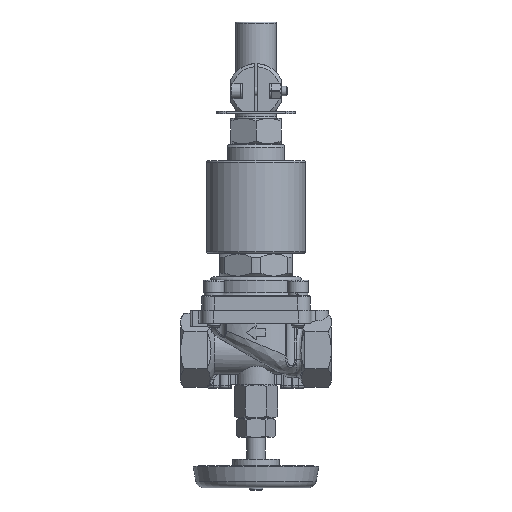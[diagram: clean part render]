
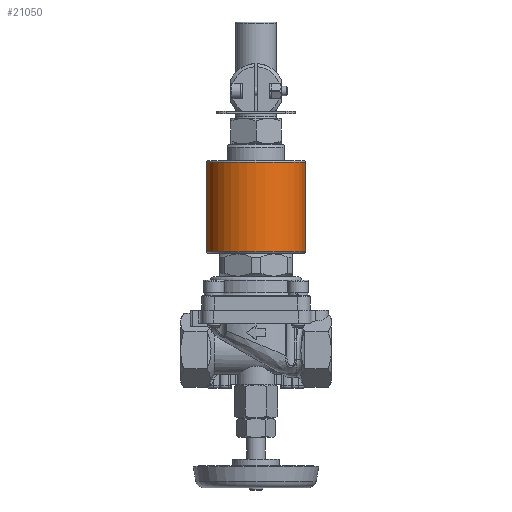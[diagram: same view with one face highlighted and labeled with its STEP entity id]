
A CAD part, left-side view. The second image highlights one B-rep face of the part: STEP entity #21050.
In plain terms, the highlighted cylindrical face has radius 31.5 mm (diameter 63 mm), a full revolution.
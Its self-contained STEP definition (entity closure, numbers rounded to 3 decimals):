
#780=LINE('',#30748,#2244);
#781=LINE('',#30768,#2245);
#2244=VECTOR('',#24850,29.25);
#2245=VECTOR('',#24853,29.25);
#3457=B_SPLINE_CURVE_WITH_KNOTS('',3,(#30740,#30741,#30742,#30743,#30744,
#30745,#30746),.UNSPECIFIED.,.F.,.F.,(4,3,4),(0.692,0.862,
0.881),.UNSPECIFIED.);
#3458=B_SPLINE_CURVE_WITH_KNOTS('',3,(#30750,#30751,#30752,#30753,#30754,
#30755,#30756),.UNSPECIFIED.,.F.,.F.,(4,3,4),(0.52,0.69,
0.709),.UNSPECIFIED.);
#3459=B_SPLINE_CURVE_WITH_KNOTS('',3,(#30760,#30761,#30762,#30763,#30764,
#30765,#30766),.UNSPECIFIED.,.F.,.F.,(4,3,4),(2.093,2.263,
2.282),.UNSPECIFIED.);
#3460=B_SPLINE_CURVE_WITH_KNOTS('',3,(#30769,#30770,#30771,#30772,#30773,
#30774,#30775),.UNSPECIFIED.,.F.,.F.,(4,3,4),(1.921,2.089,
2.11),.UNSPECIFIED.);
#5744=FACE_BOUND('',#7443,.T.);
#5745=FACE_BOUND('',#7444,.T.);
#6150=FACE_OUTER_BOUND('',#7442,.T.);
#7442=EDGE_LOOP('',(#15333));
#7443=EDGE_LOOP('',(#15334,#15335,#15336,#15337,#15338,#15339,#15340,#15341));
#7444=EDGE_LOOP('',(#15342));
#8888=CIRCLE('',#22396,31.5);
#8889=CIRCLE('',#22398,31.5);
#8893=CIRCLE('',#22405,31.5);
#8894=CIRCLE('',#22406,31.5);
#9839=VERTEX_POINT('',#30722);
#9840=VERTEX_POINT('',#30725);
#9844=VERTEX_POINT('',#30736);
#9845=VERTEX_POINT('',#30737);
#9846=VERTEX_POINT('',#30739);
#9847=VERTEX_POINT('',#30747);
#9848=VERTEX_POINT('',#30749);
#9849=VERTEX_POINT('',#30757);
#9850=VERTEX_POINT('',#30759);
#9851=VERTEX_POINT('',#30767);
#11953=EDGE_CURVE('',#9839,#9839,#8888,.T.);
#11954=EDGE_CURVE('',#9840,#9840,#8889,.T.);
#11958=EDGE_CURVE('',#9844,#9845,#8893,.T.);
#11959=EDGE_CURVE('',#9845,#9846,#3457,.T.);
#11960=EDGE_CURVE('',#9846,#9847,#780,.T.);
#11961=EDGE_CURVE('',#9847,#9848,#3458,.T.);
#11962=EDGE_CURVE('',#9848,#9849,#8894,.T.);
#11963=EDGE_CURVE('',#9849,#9850,#3459,.T.);
#11964=EDGE_CURVE('',#9850,#9851,#781,.T.);
#11965=EDGE_CURVE('',#9851,#9844,#3460,.T.);
#15333=ORIENTED_EDGE('',*,*,#11953,.F.);
#15334=ORIENTED_EDGE('',*,*,#11958,.T.);
#15335=ORIENTED_EDGE('',*,*,#11959,.T.);
#15336=ORIENTED_EDGE('',*,*,#11960,.T.);
#15337=ORIENTED_EDGE('',*,*,#11961,.T.);
#15338=ORIENTED_EDGE('',*,*,#11962,.T.);
#15339=ORIENTED_EDGE('',*,*,#11963,.T.);
#15340=ORIENTED_EDGE('',*,*,#11964,.T.);
#15341=ORIENTED_EDGE('',*,*,#11965,.T.);
#15342=ORIENTED_EDGE('',*,*,#11954,.T.);
#20626=CYLINDRICAL_SURFACE('',#22404,31.5);
#21050=ADVANCED_FACE('',(#6150,#5744,#5745),#20626,.T.);
#22396=AXIS2_PLACEMENT_3D('',#30723,#24830,#24831);
#22398=AXIS2_PLACEMENT_3D('',#30726,#24834,#24835);
#22404=AXIS2_PLACEMENT_3D('',#30735,#24846,#24847);
#22405=AXIS2_PLACEMENT_3D('',#30738,#24848,#24849);
#22406=AXIS2_PLACEMENT_3D('',#30758,#24851,#24852);
#24830=DIRECTION('center_axis',(0.,0.,
-1.));
#24831=DIRECTION('ref_axis',(1.,0.,0.));
#24834=DIRECTION('center_axis',(0.,0.,
-1.));
#24835=DIRECTION('ref_axis',(1.,0.,0.));
#24846=DIRECTION('center_axis',(0.,0.,
-1.));
#24847=DIRECTION('ref_axis',(1.,0.,0.));
#24848=DIRECTION('center_axis',(0.,0.,
1.));
#24849=DIRECTION('ref_axis',(1.,0.,0.));
#24850=DIRECTION('',(0.,0.,-1.));
#24851=DIRECTION('center_axis',(0.,0.,
-1.));
#24852=DIRECTION('ref_axis',(1.,0.,0.));
#24853=DIRECTION('',(0.,0.,1.));
#30722=CARTESIAN_POINT('',(31.5,0.,62.35));
#30723=CARTESIAN_POINT('Origin',(0.,0.,
62.35));
#30725=CARTESIAN_POINT('',(31.5,0.,119.35));
#30726=CARTESIAN_POINT('Origin',(0.,0.,
119.35));
#30735=CARTESIAN_POINT('Origin',(0.,0.,
90.85));
#30736=CARTESIAN_POINT('',(29.698,-10.5,118.35));
#30737=CARTESIAN_POINT('',(29.698,10.5,118.35));
#30738=CARTESIAN_POINT('Origin',(0.,0.,
118.35));
#30739=CARTESIAN_POINT('',(29.,12.298,117.975));
#30740=CARTESIAN_POINT('Ctrl Pts',(29.698,10.5,118.35));
#30741=CARTESIAN_POINT('Ctrl Pts',(29.51,11.034,118.35));
#30742=CARTESIAN_POINT('Ctrl Pts',(29.293,11.597,118.25));
#30743=CARTESIAN_POINT('Ctrl Pts',(29.074,12.121,118.048));
#30744=CARTESIAN_POINT('Ctrl Pts',(29.05,12.181,118.025));
#30745=CARTESIAN_POINT('Ctrl Pts',(29.025,12.24,118.001));
#30746=CARTESIAN_POINT('Ctrl Pts',(29.,12.298,117.975));
#30747=CARTESIAN_POINT('',(29.,12.298,88.725));
#30748=CARTESIAN_POINT('',(29.,12.298,90.85));
#30749=CARTESIAN_POINT('',(29.698,10.5,88.35));
#30750=CARTESIAN_POINT('Ctrl Pts',(29.,12.298,88.725));
#30751=CARTESIAN_POINT('Ctrl Pts',(29.219,11.783,88.5));
#30752=CARTESIAN_POINT('Ctrl Pts',(29.438,11.223,88.376));
#30753=CARTESIAN_POINT('Ctrl Pts',(29.633,10.683,88.354));
#30754=CARTESIAN_POINT('Ctrl Pts',(29.655,10.622,88.351));
#30755=CARTESIAN_POINT('Ctrl Pts',(29.677,10.561,88.35));
#30756=CARTESIAN_POINT('Ctrl Pts',(29.698,10.5,88.35));
#30757=CARTESIAN_POINT('',(29.698,-10.5,88.35));
#30758=CARTESIAN_POINT('Origin',(0.,0.,
88.35));
#30759=CARTESIAN_POINT('',(29.,-12.298,88.725));
#30760=CARTESIAN_POINT('Ctrl Pts',(29.698,-10.5,88.35));
#30761=CARTESIAN_POINT('Ctrl Pts',(29.51,-11.034,88.35));
#30762=CARTESIAN_POINT('Ctrl Pts',(29.293,-11.597,88.45));
#30763=CARTESIAN_POINT('Ctrl Pts',(29.074,-12.121,88.652));
#30764=CARTESIAN_POINT('Ctrl Pts',(29.05,-12.181,88.675));
#30765=CARTESIAN_POINT('Ctrl Pts',(29.025,-12.24,88.699));
#30766=CARTESIAN_POINT('Ctrl Pts',(29.,-12.298,88.725));
#30767=CARTESIAN_POINT('',(29.,-12.298,117.975));
#30768=CARTESIAN_POINT('',(29.,-12.298,90.85));
#30769=CARTESIAN_POINT('Ctrl Pts',(29.,-12.298,117.975));
#30770=CARTESIAN_POINT('Ctrl Pts',(29.216,-11.789,118.197));
#30771=CARTESIAN_POINT('Ctrl Pts',(29.434,-11.236,118.322));
#30772=CARTESIAN_POINT('Ctrl Pts',(29.626,-10.702,118.345));
#30773=CARTESIAN_POINT('Ctrl Pts',(29.651,-10.634,118.349));
#30774=CARTESIAN_POINT('Ctrl Pts',(29.675,-10.567,118.35));
#30775=CARTESIAN_POINT('Ctrl Pts',(29.698,-10.5,118.35));
